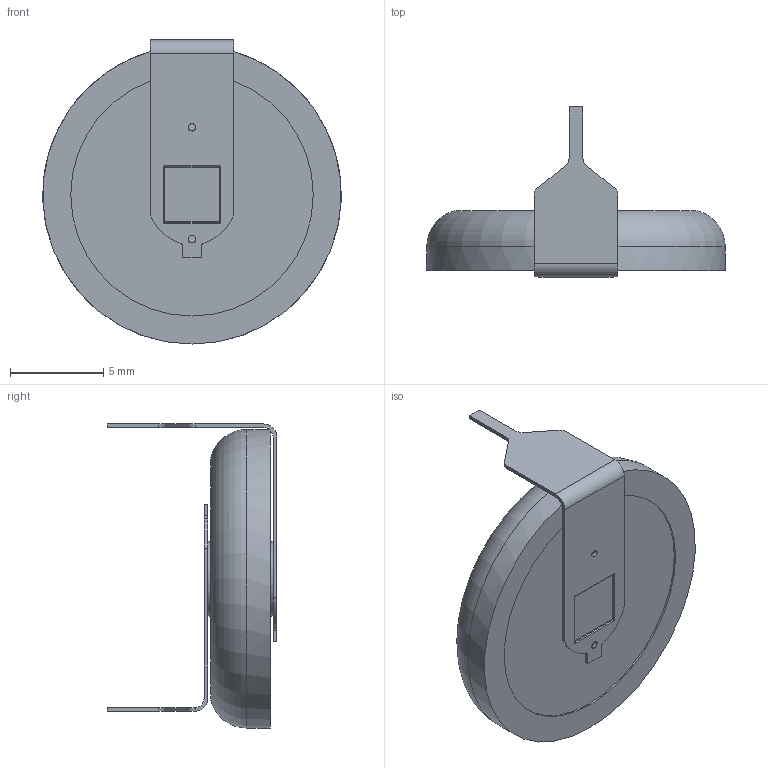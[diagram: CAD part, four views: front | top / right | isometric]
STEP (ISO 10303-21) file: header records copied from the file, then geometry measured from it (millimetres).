
FILE_DESCRIPTION (( 'STEP AP203' ), '1' );
FILE_NAME ('BR-1632A_HAN.STEP', '2013-08-19T08:48:52', ( 'admin' ), ( '' ), 'SwSTEP 2.0', 'SolidWorks 2011', '' );
FILE_SCHEMA (( 'CONFIG_CONTROL_DESIGN' ));
Length unit declared in the file: millimetre
Products named in the file (1): BR-1632A_HAN
Bounding box: 16 x 9.1 x 16.3 mm (x, y, z)
Volume: 610.6 mm3; surface area: 756.2 mm2
Topology: 1 solids, 1 shells, 105 faces, 271 edges, 166 vertices
Faces by surface type: cylinder 54, plane 33, torus 10, sphere 8
Entity records: 3262 total; most frequent: DIRECTION 595, CARTESIAN_POINT 553, ORIENTED_EDGE 526, EDGE_CURVE 263, AXIS2_PLACEMENT_3D 232, VERTEX_POINT 166, VECTOR 131, LINE 131
